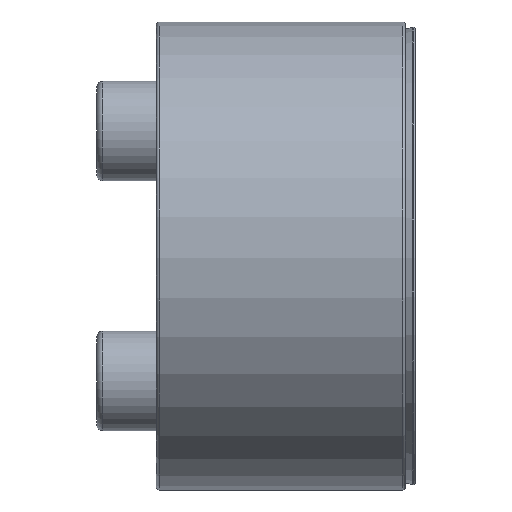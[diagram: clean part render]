
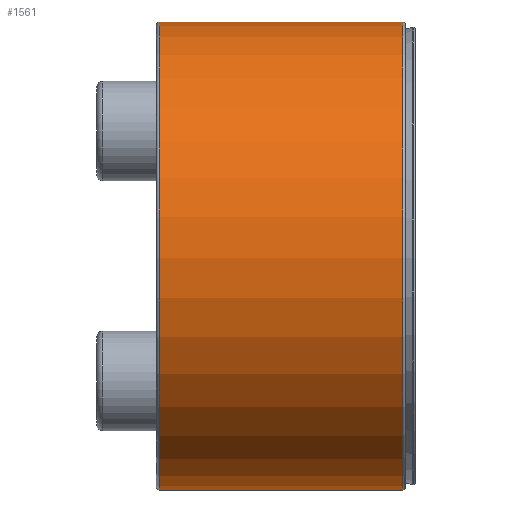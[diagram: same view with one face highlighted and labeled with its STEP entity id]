
A CAD part, front view. The second image highlights one B-rep face of the part: STEP entity #1561.
In plain terms, the highlighted cylindrical face has radius 23.5 mm (diameter 47 mm), a partial arc.
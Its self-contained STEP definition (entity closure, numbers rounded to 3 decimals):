
#246=CYLINDRICAL_SURFACE('',#1678,23.5);
#297=CIRCLE('',#1679,23.5);
#298=CIRCLE('',#1680,23.5);
#424=VECTOR('',#1924,1.);
#425=VECTOR('',#1927,1.);
#496=LINE('',#2497,#424);
#497=LINE('',#2501,#425);
#594=VERTEX_POINT('',#2483);
#598=VERTEX_POINT('',#2498);
#599=VERTEX_POINT('',#2500);
#600=VERTEX_POINT('',#2502);
#754=EDGE_CURVE('',#598,#594,#496,.T.);
#755=EDGE_CURVE('',#599,#594,#297,.F.);
#756=EDGE_CURVE('',#600,#599,#497,.T.);
#757=EDGE_CURVE('',#600,#598,#298,.F.);
#982=ORIENTED_EDGE('',*,*,#754,.T.);
#983=ORIENTED_EDGE('',*,*,#755,.F.);
#984=ORIENTED_EDGE('',*,*,#756,.F.);
#985=ORIENTED_EDGE('',*,*,#757,.T.);
#1363=EDGE_LOOP('',(#982,#983,#984,#985));
#1468=FACE_BOUND('',#1363,.T.);
#1561=ADVANCED_FACE('',(#1468),#246,.T.);
#1678=AXIS2_PLACEMENT_3D('',#2496,#1922,#1923);
#1679=AXIS2_PLACEMENT_3D('',#2499,#1925,#1926);
#1680=AXIS2_PLACEMENT_3D('',#2503,#1928,#1929);
#1922=DIRECTION('',(-1.,0.,0.));
#1923=DIRECTION('',(0.,0.,-23.5));
#1924=DIRECTION('',(1.,0.,0.));
#1925=DIRECTION('',(-1.,0.,0.));
#1926=DIRECTION('',(0.,0.,-23.5));
#1927=DIRECTION('',(1.,0.,0.));
#1928=DIRECTION('',(-1.,0.,0.));
#1929=DIRECTION('',(0.,0.,-23.5));
#2483=CARTESIAN_POINT('',(24.74,0.,-23.5));
#2496=CARTESIAN_POINT('',(26.,0.,0.));
#2497=CARTESIAN_POINT('',(-1.,0.,-23.5));
#2498=CARTESIAN_POINT('',(0.26,0.,-23.5));
#2499=CARTESIAN_POINT('',(24.74,0.,0.));
#2500=CARTESIAN_POINT('',(24.74,23.495,0.47));
#2501=CARTESIAN_POINT('',(26.,23.495,0.47));
#2502=CARTESIAN_POINT('',(0.26,23.495,0.47));
#2503=CARTESIAN_POINT('',(0.26,0.,0.));
